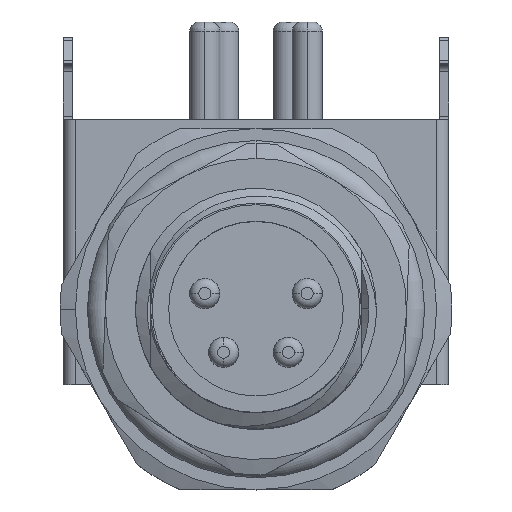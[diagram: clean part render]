
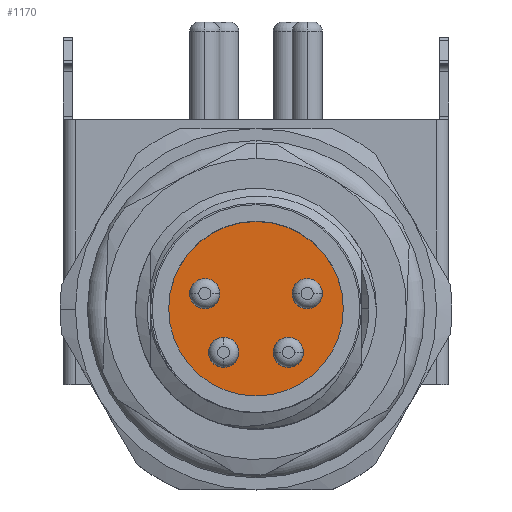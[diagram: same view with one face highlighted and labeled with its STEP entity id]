
A CAD part, top view. The second image highlights one B-rep face of the part: STEP entity #1170.
In plain terms, the highlighted planar face has unit normal (0, 0, 1).
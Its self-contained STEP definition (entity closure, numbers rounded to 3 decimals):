
#62 = FACE_BOUND ( 'NONE', #4933, .T. ) ;
#186 = DIRECTION ( 'NONE',  ( 1., 0., 0. ) ) ;
#224 = CARTESIAN_POINT ( 'NONE',  ( 0., 0., 9. ) ) ;
#369 = FACE_BOUND ( 'NONE', #7907, .T. ) ;
#421 = ORIENTED_EDGE ( 'NONE', *, *, #2767, .T. ) ;
#681 = CIRCLE ( 'NONE', #6430, 0.5 ) ;
#1011 = VERTEX_POINT ( 'NONE', #9595 ) ;
#1170 = ADVANCED_FACE ( 'NONE', ( #5165, #2610, #369, #7704, #62 ), #7940, .T. ) ;
#1184 = DIRECTION ( 'NONE',  ( 0., -1., 0. ) ) ;
#1522 = VERTEX_POINT ( 'NONE', #8941 ) ;
#1648 = CIRCLE ( 'NONE', #7835, 0.5 ) ;
#1669 = CARTESIAN_POINT ( 'NONE',  ( -0.575, -1.45, 9. ) ) ;
#1718 = CARTESIAN_POINT ( 'NONE',  ( 0., 0., 9. ) ) ;
#1821 = EDGE_LOOP ( 'NONE', ( #3731, #10889 ) ) ;
#1822 = ORIENTED_EDGE ( 'NONE', *, *, #5403, .T. ) ;
#2219 = EDGE_LOOP ( 'NONE', ( #1822, #7220 ) ) ;
#2462 = CIRCLE ( 'NONE', #4848, 0.5 ) ;
#2479 = EDGE_CURVE ( 'NONE', #2816, #1011, #2777, .T. ) ;
#2525 = AXIS2_PLACEMENT_3D ( 'NONE', #224, #6929, #1184 ) ;
#2546 = CARTESIAN_POINT ( 'NONE',  ( 1.075, -1.45, 9. ) ) ;
#2610 = FACE_BOUND ( 'NONE', #2219, .T. ) ;
#2680 = DIRECTION ( 'NONE',  ( 0., -1., 0. ) ) ;
#2767 = EDGE_CURVE ( 'NONE', #5801, #11848, #681, .T. ) ;
#2777 = CIRCLE ( 'NONE', #2525, 2.9 ) ;
#2807 = DIRECTION ( 'NONE',  ( 0., 0., -1. ) ) ;
#2816 = VERTEX_POINT ( 'NONE', #11617 ) ;
#2881 = ORIENTED_EDGE ( 'NONE', *, *, #3935, .T. ) ;
#2941 = DIRECTION ( 'NONE',  ( 0., 0., -1. ) ) ;
#2973 = VERTEX_POINT ( 'NONE', #4086 ) ;
#3063 = CIRCLE ( 'NONE', #9431, 0.5 ) ;
#3270 = EDGE_CURVE ( 'NONE', #11400, #7084, #2462, .T. ) ;
#3415 = AXIS2_PLACEMENT_3D ( 'NONE', #11492, #5702, #12448 ) ;
#3539 = DIRECTION ( 'NONE',  ( 1., 0., 0. ) ) ;
#3731 = ORIENTED_EDGE ( 'NONE', *, *, #3270, .T. ) ;
#3814 = VERTEX_POINT ( 'NONE', #5754 ) ;
#3935 = EDGE_CURVE ( 'NONE', #1522, #3814, #8349, .T. ) ;
#4008 = DIRECTION ( 'NONE',  ( 0., 0., -1. ) ) ;
#4086 = CARTESIAN_POINT ( 'NONE',  ( -1.2, 0.5, 9. ) ) ;
#4133 = AXIS2_PLACEMENT_3D ( 'NONE', #1718, #8438, #2680 ) ;
#4145 = DIRECTION ( 'NONE',  ( 0., -1., 0. ) ) ;
#4240 = DIRECTION ( 'NONE',  ( 0., 0., -1. ) ) ;
#4778 = AXIS2_PLACEMENT_3D ( 'NONE', #6977, #9915, #4145 ) ;
#4848 = AXIS2_PLACEMENT_3D ( 'NONE', #2546, #9286, #3539 ) ;
#4908 = EDGE_CURVE ( 'NONE', #11848, #5801, #11823, .T. ) ;
#4933 = EDGE_LOOP ( 'NONE', ( #9153, #2881 ) ) ;
#5165 = FACE_OUTER_BOUND ( 'NONE', #9713, .T. ) ;
#5291 = CIRCLE ( 'NONE', #9280, 0.5 ) ;
#5393 = CARTESIAN_POINT ( 'NONE',  ( -2.2, 0.5, 9. ) ) ;
#5403 = EDGE_CURVE ( 'NONE', #2973, #5885, #3063, .T. ) ;
#5677 = CIRCLE ( 'NONE', #3415, 0.5 ) ;
#5702 = DIRECTION ( 'NONE',  ( 0., 0., -1. ) ) ;
#5706 = DIRECTION ( 'NONE',  ( 0., 0., -1. ) ) ;
#5754 = CARTESIAN_POINT ( 'NONE',  ( 2.2, 0.5, 9. ) ) ;
#5801 = VERTEX_POINT ( 'NONE', #1669 ) ;
#5885 = VERTEX_POINT ( 'NONE', #5393 ) ;
#5923 = DIRECTION ( 'NONE',  ( 0., 0., -1. ) ) ;
#6428 = AXIS2_PLACEMENT_3D ( 'NONE', #11499, #5706, #12453 ) ;
#6430 = AXIS2_PLACEMENT_3D ( 'NONE', #8695, #2941, #9684 ) ;
#6671 = CARTESIAN_POINT ( 'NONE',  ( 0.575, -1.45, 9. ) ) ;
#6927 = EDGE_CURVE ( 'NONE', #1011, #2816, #8754, .T. ) ;
#6929 = DIRECTION ( 'NONE',  ( 0., 0., 1. ) ) ;
#6977 = CARTESIAN_POINT ( 'NONE',  ( 0., 0., 9. ) ) ;
#7041 = EDGE_CURVE ( 'NONE', #7084, #11400, #5291, .T. ) ;
#7084 = VERTEX_POINT ( 'NONE', #6671 ) ;
#7168 = CARTESIAN_POINT ( 'NONE',  ( 1.575, -1.45, 9. ) ) ;
#7220 = ORIENTED_EDGE ( 'NONE', *, *, #10725, .T. ) ;
#7583 = ORIENTED_EDGE ( 'NONE', *, *, #2479, .T. ) ;
#7704 = FACE_BOUND ( 'NONE', #1821, .T. ) ;
#7835 = AXIS2_PLACEMENT_3D ( 'NONE', #10020, #4240, #10982 ) ;
#7865 = EDGE_CURVE ( 'NONE', #3814, #1522, #5677, .T. ) ;
#7907 = EDGE_LOOP ( 'NONE', ( #421, #10119 ) ) ;
#7940 = PLANE ( 'NONE',  #4778 ) ;
#8223 = AXIS2_PLACEMENT_3D ( 'NONE', #11718, #5923, #186 ) ;
#8349 = CIRCLE ( 'NONE', #8223, 0.5 ) ;
#8438 = DIRECTION ( 'NONE',  ( 0., 0., 1. ) ) ;
#8564 = CARTESIAN_POINT ( 'NONE',  ( 1.075, -1.45, 9. ) ) ;
#8695 = CARTESIAN_POINT ( 'NONE',  ( -1.075, -1.45, 9. ) ) ;
#8754 = CIRCLE ( 'NONE', #4133, 2.9 ) ;
#8939 = CARTESIAN_POINT ( 'NONE',  ( -1.575, -1.45, 9. ) ) ;
#8941 = CARTESIAN_POINT ( 'NONE',  ( 1.2, 0.5, 9. ) ) ;
#9153 = ORIENTED_EDGE ( 'NONE', *, *, #7865, .T. ) ;
#9280 = AXIS2_PLACEMENT_3D ( 'NONE', #8564, #2807, #9552 ) ;
#9286 = DIRECTION ( 'NONE',  ( 0., 0., -1. ) ) ;
#9431 = AXIS2_PLACEMENT_3D ( 'NONE', #9785, #4008, #10748 ) ;
#9552 = DIRECTION ( 'NONE',  ( 1., 0., 0. ) ) ;
#9595 = CARTESIAN_POINT ( 'NONE',  ( 0., 2.9, 9. ) ) ;
#9684 = DIRECTION ( 'NONE',  ( 1., 0., 0. ) ) ;
#9713 = EDGE_LOOP ( 'NONE', ( #7583, #11258 ) ) ;
#9785 = CARTESIAN_POINT ( 'NONE',  ( -1.7, 0.5, 9. ) ) ;
#9915 = DIRECTION ( 'NONE',  ( 0., 0., 1. ) ) ;
#10020 = CARTESIAN_POINT ( 'NONE',  ( -1.7, 0.5, 9. ) ) ;
#10119 = ORIENTED_EDGE ( 'NONE', *, *, #4908, .T. ) ;
#10725 = EDGE_CURVE ( 'NONE', #5885, #2973, #1648, .T. ) ;
#10748 = DIRECTION ( 'NONE',  ( 1., 0., 0. ) ) ;
#10889 = ORIENTED_EDGE ( 'NONE', *, *, #7041, .T. ) ;
#10982 = DIRECTION ( 'NONE',  ( 1., 0., 0. ) ) ;
#11258 = ORIENTED_EDGE ( 'NONE', *, *, #6927, .T. ) ;
#11400 = VERTEX_POINT ( 'NONE', #7168 ) ;
#11492 = CARTESIAN_POINT ( 'NONE',  ( 1.7, 0.5, 9. ) ) ;
#11499 = CARTESIAN_POINT ( 'NONE',  ( -1.075, -1.45, 9. ) ) ;
#11617 = CARTESIAN_POINT ( 'NONE',  ( 0., -2.9, 9. ) ) ;
#11718 = CARTESIAN_POINT ( 'NONE',  ( 1.7, 0.5, 9. ) ) ;
#11823 = CIRCLE ( 'NONE', #6428, 0.5 ) ;
#11848 = VERTEX_POINT ( 'NONE', #8939 ) ;
#12448 = DIRECTION ( 'NONE',  ( 1., 0., 0. ) ) ;
#12453 = DIRECTION ( 'NONE',  ( 1., 0., 0. ) ) ;
